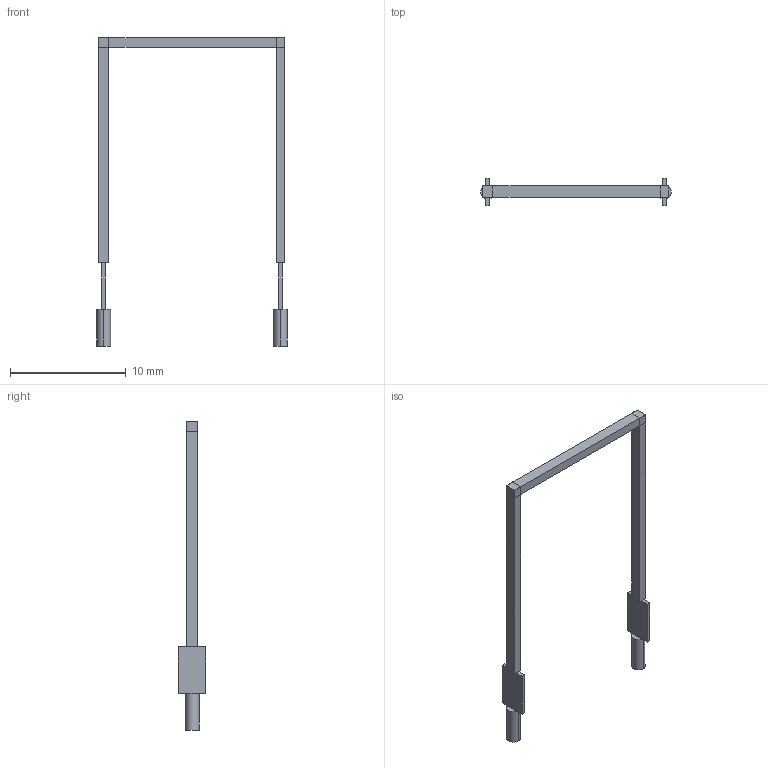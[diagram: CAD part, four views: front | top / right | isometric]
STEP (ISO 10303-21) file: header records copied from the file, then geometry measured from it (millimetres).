
FILE_DESCRIPTION(('FreeCAD Model'),'2;1');
FILE_NAME('2309640.1.4.stp','2020-04-16T14:19:41',( 'Author'),(''),'Open CASCADE STEP processor 6.9','FreeCAD','Unknown' );
FILE_SCHEMA(('AUTOMOTIVE_DESIGN { 1 0 10303 214 1 1 1 1 }'));
Length unit declared in the file: millimetre
Products named in the file (8): ASSEMBLY; Rect1; Rect2; Rect3; Rect4; Rect5; Pad0; Pad1
Assembly tree (7 placements, depth 2):
  ASSEMBLY
    Rect1
    Rect2
    Rect3
    Rect4
    Rect5
    Pad0
    Pad1
Bounding box: 16.45 x 2.39 x 26.58 mm (x, y, z)
Volume: 54.8 mm3; surface area: 272.5 mm2
Topology: 7 solids, 7 shells, 38 faces, 72 edges, 48 vertices
Faces by surface type: plane 34, cylinder 4
Entity records: 2075 total; most frequent: DIRECTION 316, CARTESIAN_POINT 310, LINE 200, VECTOR 200, ORIENTED_EDGE 144, PCURVE 144, DEFINITIONAL_REPRESENTATION 144, EDGE_CURVE 72
